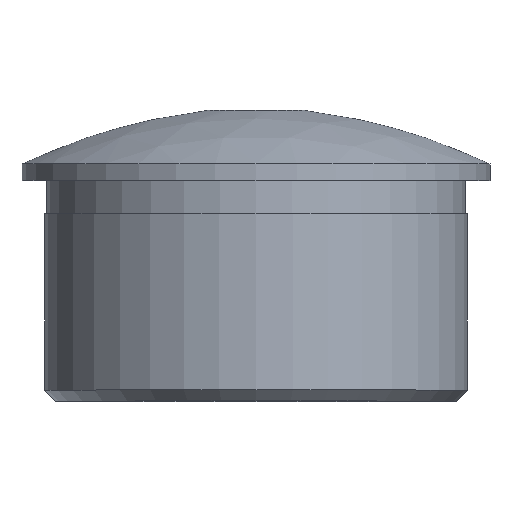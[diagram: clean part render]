
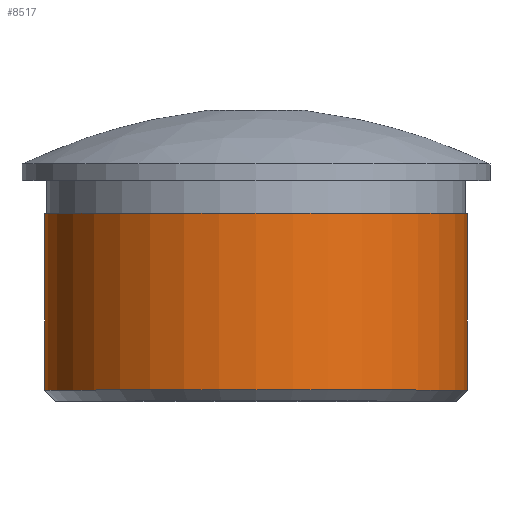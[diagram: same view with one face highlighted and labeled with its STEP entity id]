
A CAD part, top view. The second image highlights one B-rep face of the part: STEP entity #8517.
In plain terms, the highlighted cylindrical face has radius 19.15 mm (diameter 38.3 mm), a full revolution.
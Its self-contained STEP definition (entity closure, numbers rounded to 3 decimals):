
#84 = VERTEX_POINT ( 'NONE', #18502 ) ;
#1216 = DIRECTION ( 'NONE',  ( 0., 1., 0. ) ) ;
#1544 = CIRCLE ( 'NONE', #1587, 19.15 ) ;
#1587 = AXIS2_PLACEMENT_3D ( 'NONE', #13255, #10530, #13442 ) ;
#1812 = CYLINDRICAL_SURFACE ( 'NONE', #17381, 19.15 ) ;
#2099 = DIRECTION ( 'NONE',  ( 1., 0., 0. ) ) ;
#2643 = CARTESIAN_POINT ( 'NONE',  ( 0., 1., 0. ) ) ;
#4324 = EDGE_CURVE ( 'NONE', #15052, #15052, #15029, .T. ) ;
#5469 = DIRECTION ( 'NONE',  ( 1., 0., 0. ) ) ;
#7855 = CARTESIAN_POINT ( 'NONE',  ( 0., 20.5, 0. ) ) ;
#8354 = AXIS2_PLACEMENT_3D ( 'NONE', #2643, #1216, #5469 ) ;
#8517 = ADVANCED_FACE ( 'NONE', ( #15675, #14793 ), #1812, .T. ) ;
#8694 = ORIENTED_EDGE ( 'NONE', *, *, #10716, .T. ) ;
#10530 = DIRECTION ( 'NONE',  ( 0., -1., 0. ) ) ;
#10716 = EDGE_CURVE ( 'NONE', #84, #84, #1544, .T. ) ;
#11873 = EDGE_LOOP ( 'NONE', ( #17704 ) ) ;
#13255 = CARTESIAN_POINT ( 'NONE',  ( 0., 17., 0. ) ) ;
#13442 = DIRECTION ( 'NONE',  ( 1., 0., 0. ) ) ;
#14261 = CARTESIAN_POINT ( 'NONE',  ( 19.15, 1., 0. ) ) ;
#14793 = FACE_OUTER_BOUND ( 'NONE', #17630, .T. ) ;
#15029 = CIRCLE ( 'NONE', #8354, 19.15 ) ;
#15052 = VERTEX_POINT ( 'NONE', #14261 ) ;
#15675 = FACE_OUTER_BOUND ( 'NONE', #11873, .T. ) ;
#16359 = DIRECTION ( 'NONE',  ( 0., -1., 0. ) ) ;
#17381 = AXIS2_PLACEMENT_3D ( 'NONE', #7855, #16359, #2099 ) ;
#17630 = EDGE_LOOP ( 'NONE', ( #8694 ) ) ;
#17704 = ORIENTED_EDGE ( 'NONE', *, *, #4324, .T. ) ;
#18502 = CARTESIAN_POINT ( 'NONE',  ( 19.15, 17., 0. ) ) ;
